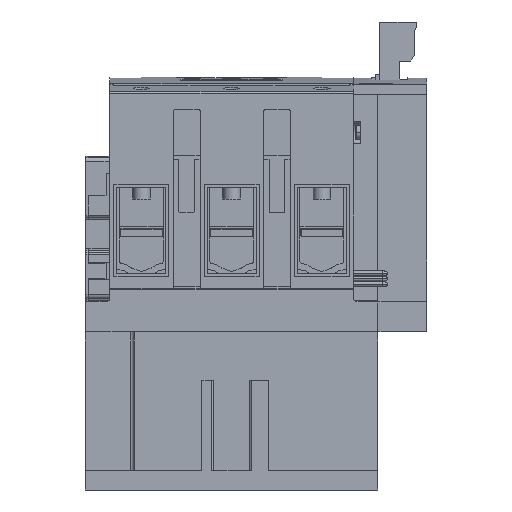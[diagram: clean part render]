
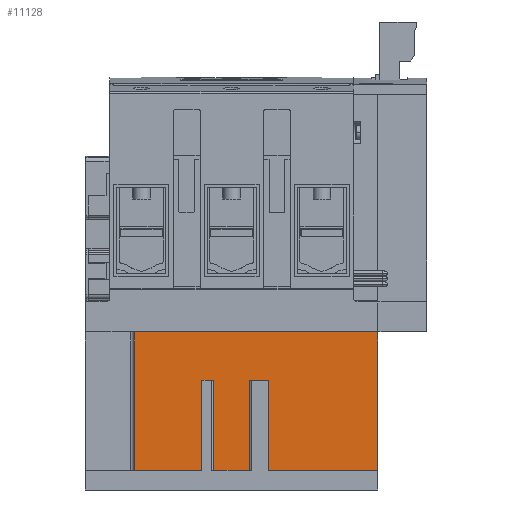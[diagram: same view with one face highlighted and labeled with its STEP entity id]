
A CAD part, front view. The second image highlights one B-rep face of the part: STEP entity #11128.
In plain terms, the highlighted planar face has unit normal (0, -1, 0).
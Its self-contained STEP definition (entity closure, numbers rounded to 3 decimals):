
#11128=ADVANCED_FACE('',(#23624),#23625,.T.);
#23624=FACE_OUTER_BOUND('',#37442,.T.);
#23625=PLANE('',#37443);
#37442=EDGE_LOOP('',(#72778,#72779,#72780,#72781,#72782,#72783,#72784,#72785,#72786,#72787,#72788,#72789));
#37443=AXIS2_PLACEMENT_3D('',#72790,#72791,#72792);
#72778=ORIENTED_EDGE('',*,*,#96108,.T.);
#72779=ORIENTED_EDGE('',*,*,#96106,.F.);
#72780=ORIENTED_EDGE('',*,*,#96102,.T.);
#72781=ORIENTED_EDGE('',*,*,#96099,.T.);
#72782=ORIENTED_EDGE('',*,*,#96097,.T.);
#72783=ORIENTED_EDGE('',*,*,#96093,.T.);
#72784=ORIENTED_EDGE('',*,*,#96091,.F.);
#72785=ORIENTED_EDGE('',*,*,#98911,.T.);
#72786=ORIENTED_EDGE('',*,*,#98913,.T.);
#72787=ORIENTED_EDGE('',*,*,#98914,.T.);
#72788=ORIENTED_EDGE('',*,*,#96110,.F.);
#72789=ORIENTED_EDGE('',*,*,#96087,.T.);
#72790=CARTESIAN_POINT('',(60.0,20.0,0.0));
#72791=DIRECTION('',(0.0,-1.0,0.0));
#72792=DIRECTION('',(0.0,0.0,1.0));
#96087=EDGE_CURVE('',#119391,#119393,#119395,.T.);
#96091=EDGE_CURVE('',#119399,#119397,#119401,.T.);
#96093=EDGE_CURVE('',#119403,#119397,#119404,.T.);
#96097=EDGE_CURVE('',#119407,#119403,#119409,.T.);
#96099=EDGE_CURVE('',#119411,#119407,#119412,.T.);
#96102=EDGE_CURVE('',#119415,#119411,#119416,.T.);
#96106=EDGE_CURVE('',#119415,#119419,#119421,.T.);
#96108=EDGE_CURVE('',#119393,#119419,#119423,.T.);
#96110=EDGE_CURVE('',#119391,#119425,#119426,.T.);
#98911=EDGE_CURVE('',#119399,#123466,#123468,.T.);
#98913=EDGE_CURVE('',#123466,#123470,#123471,.T.);
#98914=EDGE_CURVE('',#123470,#119425,#123472,.T.);
#119391=VERTEX_POINT('',#156005);
#119393=VERTEX_POINT('',#156008);
#119395=LINE('',#156011,#156012);
#119397=VERTEX_POINT('',#156014);
#119399=VERTEX_POINT('',#156017);
#119401=LINE('',#156020,#156021);
#119403=VERTEX_POINT('',#156023);
#119404=LINE('',#156024,#156025);
#119407=VERTEX_POINT('',#156029);
#119409=LINE('',#156031,#156032);
#119411=VERTEX_POINT('',#156034);
#119412=LINE('',#156035,#156036);
#119415=VERTEX_POINT('',#156039);
#119416=LINE('',#156040,#156041);
#119419=VERTEX_POINT('',#156044);
#119421=LINE('',#156046,#156047);
#119423=LINE('',#156049,#156050);
#119425=VERTEX_POINT('',#156052);
#119426=LINE('',#156053,#156054);
#123466=VERTEX_POINT('',#162301);
#123468=LINE('',#162304,#162305);
#123470=VERTEX_POINT('',#162307);
#123471=LINE('',#162308,#162309);
#123472=LINE('',#162310,#162311);
#156005=CARTESIAN_POINT('',(47.75,20.0,8.0));
#156008=CARTESIAN_POINT('',(47.75,20.0,45.0));
#156011=CARTESIAN_POINT('',(47.75,20.0,0.0));
#156012=VECTOR('',#184241,1.0);
#156014=CARTESIAN_POINT('',(75.25,20.0,8.0));
#156017=CARTESIAN_POINT('',(120.0,20.0,8.0));
#156020=CARTESIAN_POINT('',(60.0,20.0,8.0));
#156021=VECTOR('',#184244,1.0);
#156023=CARTESIAN_POINT('',(75.25,20.0,45.0));
#156024=CARTESIAN_POINT('',(75.25,20.0,0.0));
#156025=VECTOR('',#184245,1.0);
#156029=CARTESIAN_POINT('',(72.85,20.0,45.0));
#156031=CARTESIAN_POINT('',(60.75,20.0,45.0));
#156032=VECTOR('',#184250,1.0);
#156034=CARTESIAN_POINT('',(72.85,20.0,8.0));
#156035=CARTESIAN_POINT('',(72.85,20.0,8.0));
#156036=VECTOR('',#184251,1.0);
#156039=CARTESIAN_POINT('',(50.15,20.0,8.0));
#156040=CARTESIAN_POINT('',(50.15,20.0,8.0));
#156041=VECTOR('',#184255,1.0);
#156044=CARTESIAN_POINT('',(50.15,20.0,45.0));
#156046=CARTESIAN_POINT('',(50.15,20.0,8.0));
#156047=VECTOR('',#184262,1.0);
#156049=CARTESIAN_POINT('',(60.75,20.0,45.0));
#156050=VECTOR('',#184263,1.0);
#156052=CARTESIAN_POINT('',(20.1,20.0,8.0));
#156053=CARTESIAN_POINT('',(60.0,20.0,8.0));
#156054=VECTOR('',#184264,1.0);
#162301=CARTESIAN_POINT('',(120.0,20.0,64.8));
#162304=CARTESIAN_POINT('',(120.0,20.0,0.0));
#162305=VECTOR('',#187204,1.0);
#162307=CARTESIAN_POINT('',(20.1,20.0,64.8));
#162308=CARTESIAN_POINT('',(30.0,20.0,64.8));
#162309=VECTOR('',#187205,1.0);
#162310=CARTESIAN_POINT('',(20.1,20.0,4.0));
#162311=VECTOR('',#187206,1.0);
#184241=DIRECTION('',(0.0,-0.0,1.0));
#184244=DIRECTION('',(-1.0,-0.0,0.0));
#184245=DIRECTION('',(0.0,0.0,-1.0));
#184250=DIRECTION('',(1.0,0.0,0.0));
#184251=DIRECTION('',(0.0,0.0,1.0));
#184255=DIRECTION('',(1.0,0.0,0.0));
#184262=DIRECTION('',(0.0,0.0,1.0));
#184263=DIRECTION('',(1.0,0.0,0.0));
#184264=DIRECTION('',(-1.0,-0.0,0.0));
#187204=DIRECTION('',(0.0,0.0,1.0));
#187205=DIRECTION('',(-1.0,0.0,0.0));
#187206=DIRECTION('',(0.0,0.0,-1.0));
